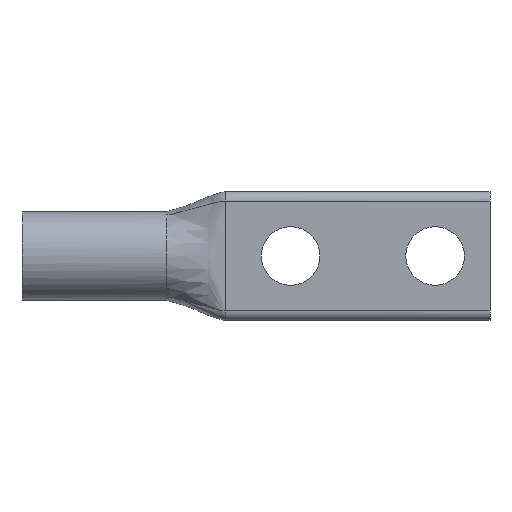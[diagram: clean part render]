
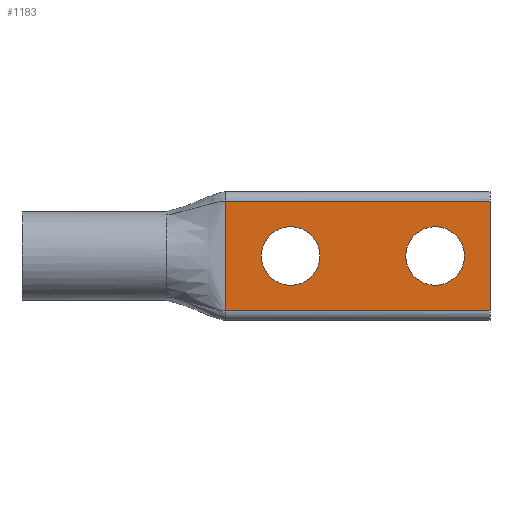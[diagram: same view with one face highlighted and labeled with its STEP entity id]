
A CAD part, front view. The second image highlights one B-rep face of the part: STEP entity #1183.
In plain terms, the highlighted planar face has unit normal (0, -1, 0).
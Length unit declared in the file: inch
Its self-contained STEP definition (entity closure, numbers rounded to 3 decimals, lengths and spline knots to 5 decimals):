
#12 = VECTOR ( 'NONE', #1697, 39.37008 ) ;
#31 = VERTEX_POINT ( 'NONE', #1816 ) ;
#85 = AXIS2_PLACEMENT_3D ( 'NONE', #1413, #1253, #1246 ) ;
#132 = DIRECTION ( 'NONE',  ( 0., -1., 0. ) ) ;
#154 = ORIENTED_EDGE ( 'NONE', *, *, #1674, .T. ) ;
#217 = VECTOR ( 'NONE', #430, 39.37008 ) ;
#249 = CIRCLE ( 'NONE', #1397, 0.203 ) ;
#255 = VECTOR ( 'NONE', #1835, 39.37008 ) ;
#277 = CARTESIAN_POINT ( 'NONE',  ( 3.24, 0., 0.38 ) ) ;
#320 = CARTESIAN_POINT ( 'NONE',  ( 4.13944, 0., -0.38 ) ) ;
#324 = VERTEX_POINT ( 'NONE', #1274 ) ;
#333 = CARTESIAN_POINT ( 'NONE',  ( 1.41, 0., 0.38 ) ) ;
#338 = CARTESIAN_POINT ( 'NONE',  ( 1.86, 0., -0.203 ) ) ;
#340 = CARTESIAN_POINT ( 'NONE',  ( 2.86, 0., 0. ) ) ;
#349 = CARTESIAN_POINT ( 'NONE',  ( 2.86, 0., -0.203 ) ) ;
#353 = EDGE_CURVE ( 'NONE', #31, #1651, #249, .T. ) ;
#424 = AXIS2_PLACEMENT_3D ( 'NONE', #632, #798, #982 ) ;
#430 = DIRECTION ( 'NONE',  ( 0., 0., -1. ) ) ;
#450 = PLANE ( 'NONE',  #1831 ) ;
#458 = DIRECTION ( 'NONE',  ( -1., 0., 0. ) ) ;
#464 = ORIENTED_EDGE ( 'NONE', *, *, #1486, .F. ) ;
#496 = DIRECTION ( 'NONE',  ( 0., 0., 1. ) ) ;
#568 = ORIENTED_EDGE ( 'NONE', *, *, #1749, .F. ) ;
#578 = LINE ( 'NONE', #1200, #217 ) ;
#610 = CIRCLE ( 'NONE', #85, 0.203 ) ;
#628 = VERTEX_POINT ( 'NONE', #338 ) ;
#632 = CARTESIAN_POINT ( 'NONE',  ( 2.86, 0., 0. ) ) ;
#635 = ORIENTED_EDGE ( 'NONE', *, *, #1598, .T. ) ;
#758 = CARTESIAN_POINT ( 'NONE',  ( 4.13944, 0., 0.38 ) ) ;
#798 = DIRECTION ( 'NONE',  ( 0., 1., 0. ) ) ;
#813 = DIRECTION ( 'NONE',  ( 0., 1., 0. ) ) ;
#817 = ORIENTED_EDGE ( 'NONE', *, *, #1223, .T. ) ;
#821 = CARTESIAN_POINT ( 'NONE',  ( 1.86, 0., 0. ) ) ;
#911 = LINE ( 'NONE', #758, #12 ) ;
#918 = FACE_BOUND ( 'NONE', #1270, .T. ) ;
#982 = DIRECTION ( 'NONE',  ( 0., 0., 1. ) ) ;
#986 = CARTESIAN_POINT ( 'NONE',  ( 1.86, 0., 0.203 ) ) ;
#1005 = LINE ( 'NONE', #1645, #255 ) ;
#1045 = ORIENTED_EDGE ( 'NONE', *, *, #1239, .T. ) ;
#1054 = EDGE_LOOP ( 'NONE', ( #1045, #154, #464, #568 ) ) ;
#1103 = CIRCLE ( 'NONE', #1932, 0.203 ) ;
#1127 = DIRECTION ( 'NONE',  ( 0., 1., 0. ) ) ;
#1183 = ADVANCED_FACE ( 'NONE', ( #1382, #918, #1706 ), #450, .T. ) ;
#1200 = CARTESIAN_POINT ( 'NONE',  ( 3.24, 0., 0. ) ) ;
#1223 = EDGE_CURVE ( 'NONE', #1977, #628, #610, .T. ) ;
#1229 = VECTOR ( 'NONE', #458, 39.37008 ) ;
#1236 = DIRECTION ( 'NONE',  ( 0., 0., -1. ) ) ;
#1239 = EDGE_CURVE ( 'NONE', #1501, #1966, #911, .T. ) ;
#1246 = DIRECTION ( 'NONE',  ( 0., 0., 1. ) ) ;
#1253 = DIRECTION ( 'NONE',  ( 0., 1., 0. ) ) ;
#1265 = CARTESIAN_POINT ( 'NONE',  ( 4.13944, 0., 0. ) ) ;
#1270 = EDGE_LOOP ( 'NONE', ( #817, #1873 ) ) ;
#1274 = CARTESIAN_POINT ( 'NONE',  ( 3.24, 0., -0.38 ) ) ;
#1360 = LINE ( 'NONE', #320, #1229 ) ;
#1382 = FACE_OUTER_BOUND ( 'NONE', #1054, .T. ) ;
#1385 = ORIENTED_EDGE ( 'NONE', *, *, #353, .T. ) ;
#1397 = AXIS2_PLACEMENT_3D ( 'NONE', #340, #813, #1920 ) ;
#1413 = CARTESIAN_POINT ( 'NONE',  ( 1.86, 0., 0. ) ) ;
#1486 = EDGE_CURVE ( 'NONE', #324, #1649, #1360, .T. ) ;
#1501 = VERTEX_POINT ( 'NONE', #277 ) ;
#1598 = EDGE_CURVE ( 'NONE', #1651, #31, #2026, .T. ) ;
#1605 = EDGE_CURVE ( 'NONE', #628, #1977, #1103, .T. ) ;
#1645 = CARTESIAN_POINT ( 'NONE',  ( 1.41, 0., 0. ) ) ;
#1649 = VERTEX_POINT ( 'NONE', #1752 ) ;
#1651 = VERTEX_POINT ( 'NONE', #349 ) ;
#1674 = EDGE_CURVE ( 'NONE', #1966, #1649, #1005, .T. ) ;
#1697 = DIRECTION ( 'NONE',  ( -1., 0., 0. ) ) ;
#1706 = FACE_BOUND ( 'NONE', #1832, .T. ) ;
#1749 = EDGE_CURVE ( 'NONE', #1501, #324, #578, .T. ) ;
#1752 = CARTESIAN_POINT ( 'NONE',  ( 1.41, 0., -0.38 ) ) ;
#1816 = CARTESIAN_POINT ( 'NONE',  ( 2.86, 0., 0.203 ) ) ;
#1831 = AXIS2_PLACEMENT_3D ( 'NONE', #1265, #132, #1236 ) ;
#1832 = EDGE_LOOP ( 'NONE', ( #1385, #635 ) ) ;
#1835 = DIRECTION ( 'NONE',  ( 0., 0., -1. ) ) ;
#1873 = ORIENTED_EDGE ( 'NONE', *, *, #1605, .T. ) ;
#1920 = DIRECTION ( 'NONE',  ( 0., 0., 1. ) ) ;
#1932 = AXIS2_PLACEMENT_3D ( 'NONE', #821, #1127, #496 ) ;
#1966 = VERTEX_POINT ( 'NONE', #333 ) ;
#1977 = VERTEX_POINT ( 'NONE', #986 ) ;
#2026 = CIRCLE ( 'NONE', #424, 0.203 ) ;
